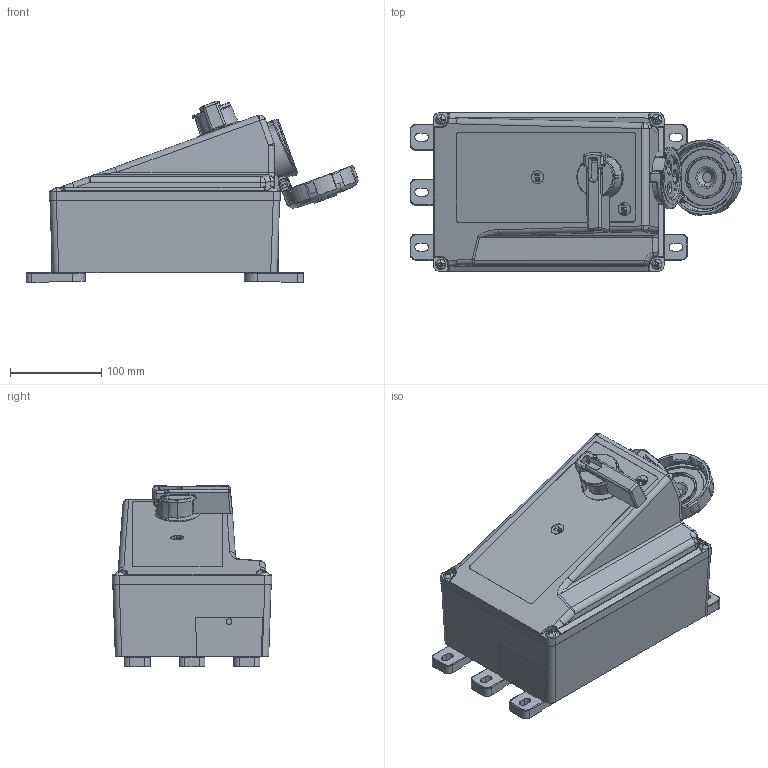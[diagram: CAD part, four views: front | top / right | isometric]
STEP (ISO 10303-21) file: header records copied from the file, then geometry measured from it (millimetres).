
FILE_DESCRIPTION (( 'STEP AP203' ), '1' );
FILE_NAME ('BRY330MI4W.step', '2023-02-15T14:50:51', ( '' ), ( '' ), 'SwSTEP 2.0', 'SolidWorks 2021', '' );
FILE_SCHEMA (( 'CONFIG_CONTROL_DESIGN' ));
Products named in the file (1): BRY330MI4W
Bounding box: 364.59 x 175.04 x 199.6 mm (x, y, z)
Volume: 5527597.1 mm3; surface area: 304952.2 mm2
Topology: 10 solids, 15 shells, 2060 faces, 5545 edges, 3474 vertices
Faces by surface type: plane 734, cylinder 675, bspline 538, cone 99, torus 14
Entity records: 84805 total; most frequent: CARTESIAN_POINT 37842, ORIENTED_EDGE 10906, DIRECTION 8422, EDGE_CURVE 5453, VERTEX_POINT 3474, AXIS2_PLACEMENT_3D 3018, LINE 2386, VECTOR 2386
